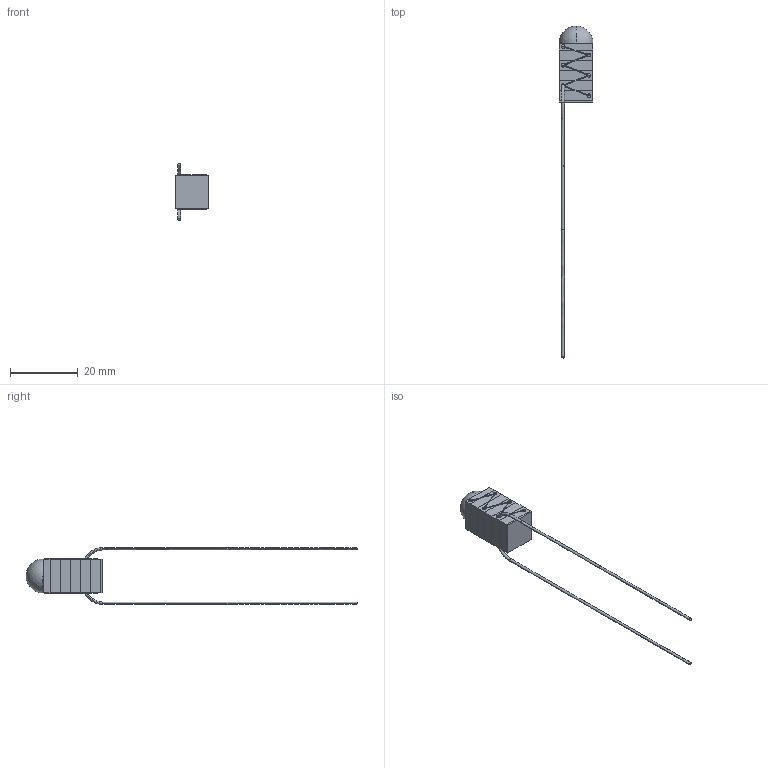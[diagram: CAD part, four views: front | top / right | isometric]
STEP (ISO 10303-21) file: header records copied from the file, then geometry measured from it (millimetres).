
FILE_DESCRIPTION (( 'STEP AP214' ), '1' );
FILE_NAME ('CTN003172.STEP', '2016-09-06T09:05:12', ( '' ), ( '' ), 'SwSTEP 2.0', 'SolidWorks 2016', '' );
FILE_SCHEMA (( 'AUTOMOTIVE_DESIGN' ));
Length unit declared in the file: millimetre
Products named in the file (1): CTN003172
Bounding box: 10 x 97.88 x 16.76 mm (x, y, z)
Volume: 3796.3 mm3; surface area: 4641 mm2
Topology: 4 solids, 4 shells, 205 faces, 587 edges, 388 vertices
Faces by surface type: plane 113, cylinder 36, sphere 28, bspline 28
Entity records: 9058 total; most frequent: CARTESIAN_POINT 3261, ORIENTED_EDGE 1152, DIRECTION 872, EDGE_CURVE 576, VERTEX_POINT 381, AXIS2_PLACEMENT_3D 296, VECTOR 280, LINE 280
